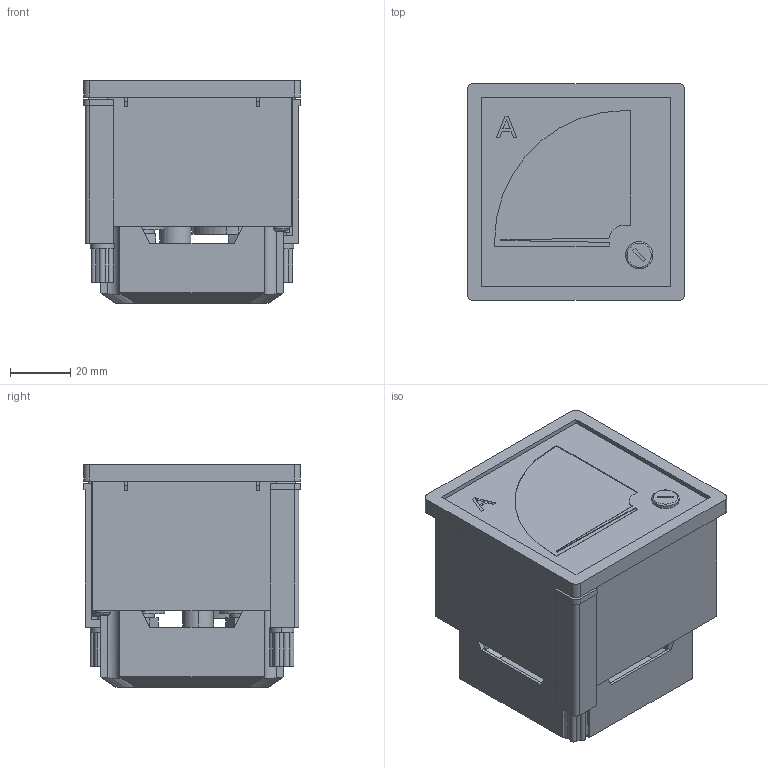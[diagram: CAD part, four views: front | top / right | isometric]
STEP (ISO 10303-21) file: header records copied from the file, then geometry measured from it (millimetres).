
FILE_DESCRIPTION (( 'STEP AP214' ), '1' );
FILE_NAME ('IPA10-6-0050-E Àìïåðìåòð Ý47 50À êë. òî÷í. 1,5 72õ72ìì.STEP', '2018-02-15T08:56:32', ( '' ), ( '' ), 'SwSTEP 2.0', 'SolidWorks 2014', '' );
FILE_SCHEMA (( 'AUTOMOTIVE_DESIGN' ));
Length unit declared in the file: millimetre
Products named in the file (1): IPA10-6-0050-E Àìïåðìåòð Ý47 50À êë. òî÷í. 1,5 72õ72ìì
Bounding box: 72 x 72 x 74 mm (x, y, z)
Volume: 231836.6 mm3; surface area: 50140.9 mm2
Topology: 6 solids, 6 shells, 538 faces, 1420 edges, 933 vertices
Faces by surface type: plane 371, cylinder 148, bspline 10, torus 9
Entity records: 17295 total; most frequent: CARTESIAN_POINT 3702, ORIENTED_EDGE 2840, DIRECTION 2762, EDGE_CURVE 1420, VECTOR 976, LINE 976, VERTEX_POINT 933, AXIS2_PLACEMENT_3D 893
